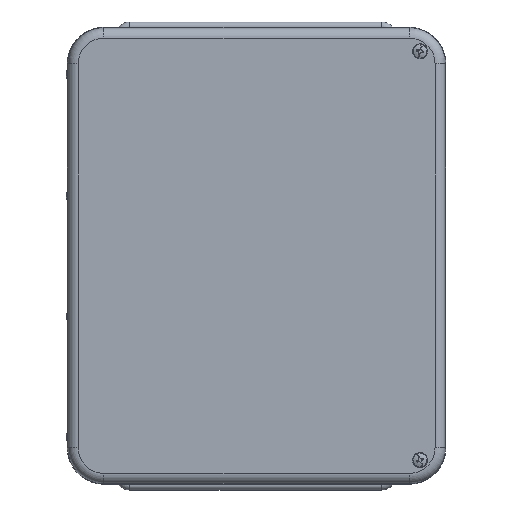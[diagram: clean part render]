
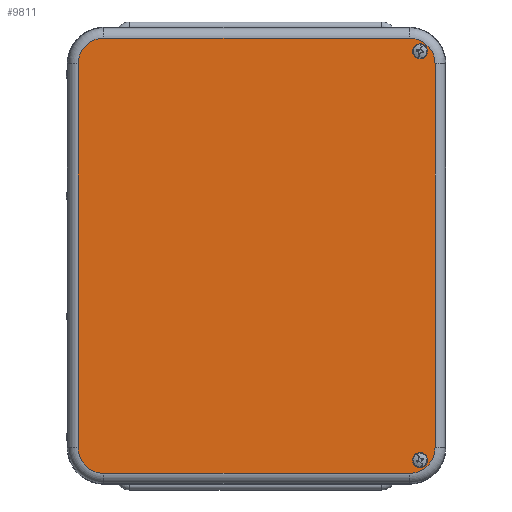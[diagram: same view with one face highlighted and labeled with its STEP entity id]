
A CAD part, top view. The second image highlights one B-rep face of the part: STEP entity #9811.
In plain terms, the highlighted planar face has unit normal (0, 0, 1).
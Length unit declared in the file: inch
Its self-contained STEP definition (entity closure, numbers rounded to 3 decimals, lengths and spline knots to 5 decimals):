
#825=LINE($,#18151,#1459);
#827=LINE($,#18171,#1461);
#830=LINE($,#18178,#1464);
#832=LINE($,#18193,#1466);
#1459=VECTOR($,#13610,7.593);
#1461=VECTOR($,#13634,9.538);
#1464=VECTOR($,#13641,9.538);
#1466=VECTOR($,#13661,7.593);
#1713=PLANE($,#10914);
#2011=FACE_BOUND($,#3624,.T.);
#2012=FACE_BOUND($,#3625,.T.);
#2797=FACE_OUTER_BOUND($,#3623,.T.);
#3623=EDGE_LOOP($,(#8810,#8811,#8812,#8813,#8814,#8815,#8816,#8817));
#3624=EDGE_LOOP($,(#8818));
#3625=EDGE_LOOP($,(#8819));
#4255=CIRCLE($,#10837,0.117);
#4257=CIRCLE($,#10840,0.117);
#4279=CIRCLE($,#10889,0.63801);
#4283=CIRCLE($,#10894,0.63801);
#4287=CIRCLE($,#10901,0.63801);
#4291=CIRCLE($,#10906,0.63801);
#5143=VERTEX_POINT($,#18052);
#5145=VERTEX_POINT($,#18057);
#5176=VERTEX_POINT($,#18148);
#5177=VERTEX_POINT($,#18150);
#5180=VERTEX_POINT($,#18157);
#5181=VERTEX_POINT($,#18162);
#5184=VERTEX_POINT($,#18169);
#5185=VERTEX_POINT($,#18174);
#5188=VERTEX_POINT($,#18181);
#5189=VERTEX_POINT($,#18186);
#6375=EDGE_CURVE($,#5143,#5143,#4255,.T.);
#6377=EDGE_CURVE($,#5145,#5145,#4257,.T.);
#6420=EDGE_CURVE($,#5176,#5177,#825,.T.);
#6424=EDGE_CURVE($,#5180,#5176,#4279,.T.);
#6428=EDGE_CURVE($,#5177,#5181,#4283,.T.);
#6430=EDGE_CURVE($,#5184,#5180,#827,.T.);
#6434=EDGE_CURVE($,#5181,#5185,#830,.T.);
#6436=EDGE_CURVE($,#5188,#5184,#4287,.T.);
#6440=EDGE_CURVE($,#5185,#5189,#4291,.T.);
#6442=EDGE_CURVE($,#5189,#5188,#832,.T.);
#8810=ORIENTED_EDGE($,*,*,#6420,.F.);
#8811=ORIENTED_EDGE($,*,*,#6424,.F.);
#8812=ORIENTED_EDGE($,*,*,#6430,.F.);
#8813=ORIENTED_EDGE($,*,*,#6436,.F.);
#8814=ORIENTED_EDGE($,*,*,#6442,.F.);
#8815=ORIENTED_EDGE($,*,*,#6440,.F.);
#8816=ORIENTED_EDGE($,*,*,#6434,.F.);
#8817=ORIENTED_EDGE($,*,*,#6428,.F.);
#8818=ORIENTED_EDGE($,*,*,#6375,.T.);
#8819=ORIENTED_EDGE($,*,*,#6377,.T.);
#9811=ADVANCED_FACE($,(#2797,#2011,#2012),#1713,.T.);
#10837=AXIS2_PLACEMENT_3D($,#18053,#13497,#13498);
#10840=AXIS2_PLACEMENT_3D($,#18058,#13503,#13504);
#10889=AXIS2_PLACEMENT_3D($,#18159,#13618,#13619);
#10894=AXIS2_PLACEMENT_3D($,#18166,#13628,#13629);
#10901=AXIS2_PLACEMENT_3D($,#18183,#13646,#13647);
#10906=AXIS2_PLACEMENT_3D($,#18190,#13656,#13657);
#10914=AXIS2_PLACEMENT_3D($,#18212,#13681,#13682);
#13497=DIRECTION('center_axis',(0.,0.,-1.));
#13498=DIRECTION('ref_axis',(1.,0.,0.));
#13503=DIRECTION('center_axis',(0.,0.,-1.));
#13504=DIRECTION('ref_axis',(1.,0.,0.));
#13610=DIRECTION($,(1.,0.,0.));
#13618=DIRECTION('center_axis',(0.,0.,-1.));
#13619=DIRECTION('ref_axis',(-0.707,0.707,0.));
#13628=DIRECTION('center_axis',(0.,0.,-1.));
#13629=DIRECTION('ref_axis',(0.707,0.707,0.));
#13634=DIRECTION($,(0.,1.,0.));
#13641=DIRECTION($,(0.,-1.,0.));
#13646=DIRECTION('center_axis',(0.,0.,-1.));
#13647=DIRECTION('ref_axis',(-0.707,-0.707,0.));
#13656=DIRECTION('center_axis',(0.,0.,-1.));
#13657=DIRECTION('ref_axis',(0.707,-0.707,0.));
#13661=DIRECTION($,(-1.,0.,0.));
#13681=DIRECTION('center_axis',(0.,0.,1.));
#13682=DIRECTION('ref_axis',(1.,0.,0.));
#18052=CARTESIAN_POINT('',(4.1795,-5.0781,0.765));
#18053=CARTESIAN_POINT('Origin',(4.0625,-5.0781,0.765));
#18057=CARTESIAN_POINT('',(4.1795,5.0781,0.765));
#18058=CARTESIAN_POINT('Origin',(4.0625,5.0781,0.765));
#18148=CARTESIAN_POINT('',(-3.7965,5.40701,0.765));
#18150=CARTESIAN_POINT('',(3.7965,5.40701,0.765));
#18151=CARTESIAN_POINT($,(-3.7965,5.40701,0.765));
#18157=CARTESIAN_POINT('',(-4.43451,4.769,0.765));
#18159=CARTESIAN_POINT('Origin',(-3.7965,4.769,0.765));
#18162=CARTESIAN_POINT('',(4.43451,4.769,0.765));
#18166=CARTESIAN_POINT('Origin',(3.7965,4.769,0.765));
#18169=CARTESIAN_POINT('',(-4.43451,-4.769,0.765));
#18171=CARTESIAN_POINT($,(-4.43451,-4.769,0.765));
#18174=CARTESIAN_POINT('',(4.43451,-4.769,0.765));
#18178=CARTESIAN_POINT($,(4.43451,4.769,0.765));
#18181=CARTESIAN_POINT('',(-3.7965,-5.40701,0.765));
#18183=CARTESIAN_POINT('Origin',(-3.7965,-4.769,0.765));
#18186=CARTESIAN_POINT('',(3.7965,-5.40701,0.765));
#18190=CARTESIAN_POINT('Origin',(3.7965,-4.769,0.765));
#18193=CARTESIAN_POINT($,(3.7965,-5.40701,0.765));
#18212=CARTESIAN_POINT('Origin',(0.,0.,0.765));
